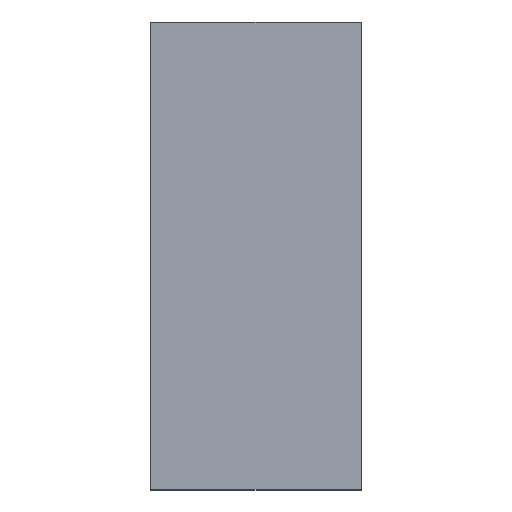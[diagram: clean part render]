
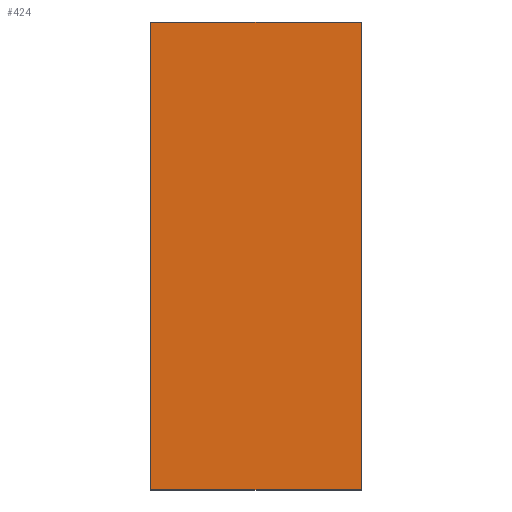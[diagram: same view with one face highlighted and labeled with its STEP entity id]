
A CAD part, top view. The second image highlights one B-rep face of the part: STEP entity #424.
In plain terms, the highlighted planar face has unit normal (0, 0, 1).
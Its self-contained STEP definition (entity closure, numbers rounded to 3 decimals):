
#80=FACE_OUTER_BOUND('',#104,.T.);
#104=EDGE_LOOP('',(#319,#320,#321,#322));
#128=LINE('',#895,#176);
#130=LINE('',#899,#178);
#132=LINE('',#903,#180);
#134=LINE('',#906,#182);
#176=VECTOR('',#747,10.);
#178=VECTOR('',#751,10.);
#180=VECTOR('',#755,10.);
#182=VECTOR('',#759,10.);
#223=VERTEX_POINT('',#892);
#224=VERTEX_POINT('',#894);
#225=VERTEX_POINT('',#898);
#226=VERTEX_POINT('',#902);
#256=EDGE_CURVE('',#224,#223,#128,.T.);
#258=EDGE_CURVE('',#225,#224,#130,.T.);
#260=EDGE_CURVE('',#226,#225,#132,.T.);
#262=EDGE_CURVE('',#223,#226,#134,.T.);
#319=ORIENTED_EDGE('',*,*,#262,.T.);
#320=ORIENTED_EDGE('',*,*,#260,.T.);
#321=ORIENTED_EDGE('',*,*,#258,.T.);
#322=ORIENTED_EDGE('',*,*,#256,.T.);
#400=PLANE('',#692);
#424=ADVANCED_FACE('',(#80),#400,.T.);
#692=AXIS2_PLACEMENT_3D('',#907,#760,#761);
#747=DIRECTION('',(1.,0.,0.));
#751=DIRECTION('',(0.,-1.,0.));
#755=DIRECTION('',(-1.,0.,0.));
#759=DIRECTION('',(0.,1.,0.));
#760=DIRECTION('center_axis',(0.,0.,1.));
#761=DIRECTION('ref_axis',(1.,0.,0.));
#892=CARTESIAN_POINT('',(475.,-1057.5,2.15));
#894=CARTESIAN_POINT('',(-475.,-1057.5,2.15));
#895=CARTESIAN_POINT('',(-475.,-1057.5,2.15));
#898=CARTESIAN_POINT('',(-475.,1057.5,2.15));
#899=CARTESIAN_POINT('',(-475.,1057.5,2.15));
#902=CARTESIAN_POINT('',(475.,1057.5,2.15));
#903=CARTESIAN_POINT('',(475.,1057.5,2.15));
#906=CARTESIAN_POINT('',(475.,-1057.5,2.15));
#907=CARTESIAN_POINT('Origin',(0.,0.,2.15));
